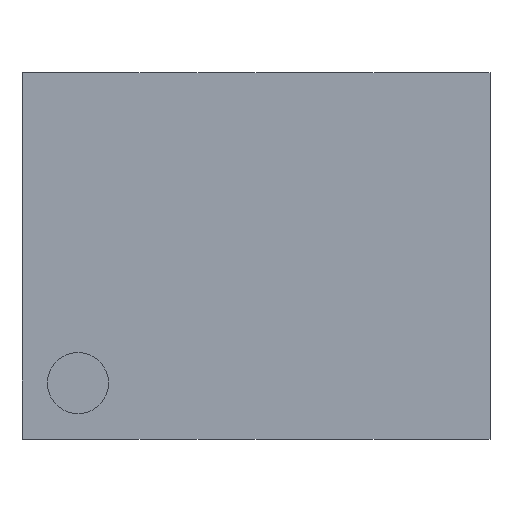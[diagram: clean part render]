
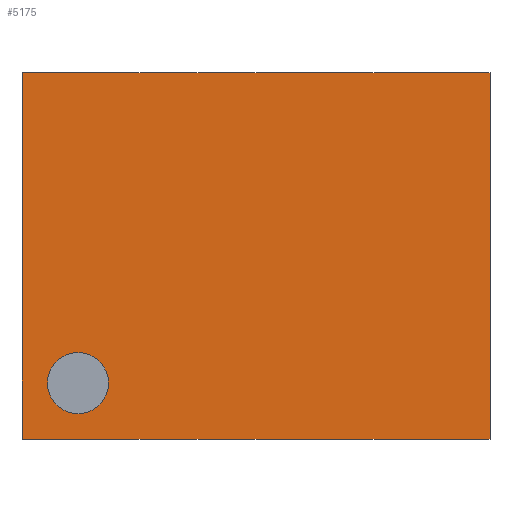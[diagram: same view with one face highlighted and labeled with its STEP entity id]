
A CAD part, top view. The second image highlights one B-rep face of the part: STEP entity #5175.
In plain terms, the highlighted planar face has unit normal (0, 0, 1).
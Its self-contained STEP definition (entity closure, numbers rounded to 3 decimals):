
#18=FACE_BOUND($,#824,.T.);
#110=CIRCLE($,#5479,0.3);
#519=FACE_OUTER_BOUND($,#823,.T.);
#823=EDGE_LOOP($,(#4606,#4607,#4608,#4609));
#824=EDGE_LOOP($,(#4610));
#1412=LINE($,#8545,#2008);
#1414=LINE($,#8549,#2010);
#1416=LINE($,#8553,#2012);
#1418=LINE($,#8556,#2014);
#2008=VECTOR($,#7051,3.6);
#2010=VECTOR($,#7055,4.6);
#2012=VECTOR($,#7059,3.6);
#2014=VECTOR($,#7063,4.6);
#2260=VERTEX_POINT($,#7857);
#2489=VERTEX_POINT($,#8542);
#2490=VERTEX_POINT($,#8544);
#2491=VERTEX_POINT($,#8548);
#2492=VERTEX_POINT($,#8552);
#2852=EDGE_CURVE($,#2260,#2260,#110,.T.);
#3194=EDGE_CURVE($,#2490,#2489,#1412,.T.);
#3196=EDGE_CURVE($,#2491,#2490,#1414,.T.);
#3198=EDGE_CURVE($,#2492,#2491,#1416,.T.);
#3200=EDGE_CURVE($,#2489,#2492,#1418,.T.);
#4606=ORIENTED_EDGE($,*,*,#3200,.T.);
#4607=ORIENTED_EDGE($,*,*,#3198,.T.);
#4608=ORIENTED_EDGE($,*,*,#3196,.T.);
#4609=ORIENTED_EDGE($,*,*,#3194,.T.);
#4610=ORIENTED_EDGE($,*,*,#2852,.T.);
#4874=PLANE($,#5654);
#5175=ADVANCED_FACE($,(#519,#18),#4874,.T.);
#5479=AXIS2_PLACEMENT_3D($,#7858,#6422,#6423);
#5654=AXIS2_PLACEMENT_3D($,#8557,#7064,#7065);
#6422=DIRECTION('center_axis',(0.,0.,-1.));
#6423=DIRECTION('ref_axis',(-1.,0.,0.));
#7051=DIRECTION($,(0.,1.,0.));
#7055=DIRECTION($,(1.,0.,0.));
#7059=DIRECTION($,(0.,-1.,0.));
#7063=DIRECTION($,(-1.,0.,0.));
#7064=DIRECTION('center_axis',(0.,0.,1.));
#7065=DIRECTION('ref_axis',(1.,0.,0.));
#7857=CARTESIAN_POINT('',(-1.45,-1.25,1.));
#7858=CARTESIAN_POINT('Origin',(-1.75,-1.25,1.));
#8542=CARTESIAN_POINT('',(2.3,1.8,1.));
#8544=CARTESIAN_POINT('',(2.3,-1.8,1.));
#8545=CARTESIAN_POINT($,(2.3,1.8,1.));
#8548=CARTESIAN_POINT('',(-2.3,-1.8,1.));
#8549=CARTESIAN_POINT($,(2.3,-1.8,1.));
#8552=CARTESIAN_POINT('',(-2.3,1.8,1.));
#8553=CARTESIAN_POINT($,(-2.3,-1.8,1.));
#8556=CARTESIAN_POINT($,(-2.3,1.8,1.));
#8557=CARTESIAN_POINT('Origin',(0.,0.,1.));
